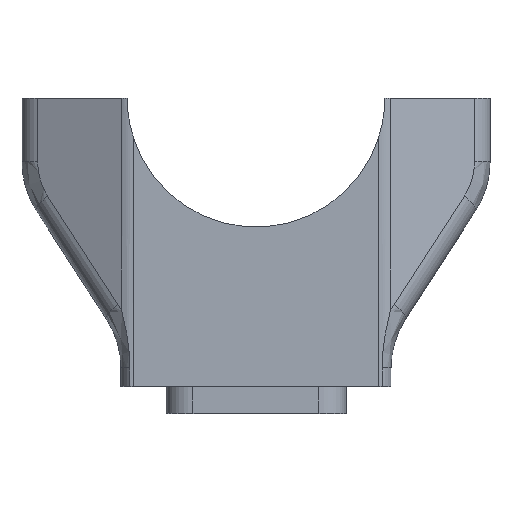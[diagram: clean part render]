
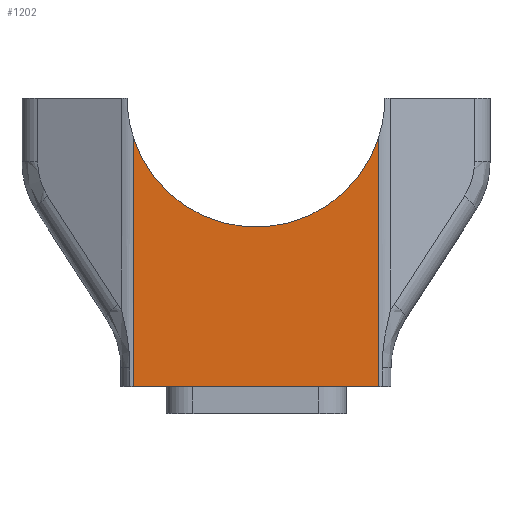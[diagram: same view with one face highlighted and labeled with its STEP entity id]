
A CAD part, top view. The second image highlights one B-rep face of the part: STEP entity #1202.
In plain terms, the highlighted planar face has unit normal (0, 0, 1).
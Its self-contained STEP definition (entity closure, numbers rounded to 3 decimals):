
#121 = CARTESIAN_POINT ( 'NONE',  ( -13.635, 30.69, 22. ) ) ;
#133 = EDGE_CURVE ( 'NONE', #1112, #1815, #1297, .T. ) ;
#155 = DIRECTION ( 'NONE',  ( 0., 0., -1. ) ) ;
#196 = CARTESIAN_POINT ( 'NONE',  ( 13.635, 30.69, 22. ) ) ;
#236 = CARTESIAN_POINT ( 'NONE',  ( -13.635, 3., 22. ) ) ;
#263 = ORIENTED_EDGE ( 'NONE', *, *, #870, .T. ) ;
#324 = VECTOR ( 'NONE', #1863, 1000. ) ;
#366 = VECTOR ( 'NONE', #795, 1000. ) ;
#395 = EDGE_LOOP ( 'NONE', ( #1006, #932, #263, #512 ) ) ;
#512 = ORIENTED_EDGE ( 'NONE', *, *, #2141, .T. ) ;
#546 = CARTESIAN_POINT ( 'NONE',  ( -13.635, 3., 22. ) ) ;
#636 = DIRECTION ( 'NONE',  ( 0., 0., -1. ) ) ;
#678 = AXIS2_PLACEMENT_3D ( 'NONE', #1199, #155, #1715 ) ;
#795 = DIRECTION ( 'NONE',  ( 0., 1., 0. ) ) ;
#823 = PLANE ( 'NONE',  #1182 ) ;
#870 = EDGE_CURVE ( 'NONE', #1815, #1077, #1939, .T. ) ;
#912 = LINE ( 'NONE', #546, #1744 ) ;
#932 = ORIENTED_EDGE ( 'NONE', *, *, #133, .T. ) ;
#1006 = ORIENTED_EDGE ( 'NONE', *, *, #1221, .F. ) ;
#1077 = VERTEX_POINT ( 'NONE', #121 ) ;
#1112 = VERTEX_POINT ( 'NONE', #1332 ) ;
#1182 = AXIS2_PLACEMENT_3D ( 'NONE', #2184, #636, #1313 ) ;
#1187 = FACE_OUTER_BOUND ( 'NONE', #395, .T. ) ;
#1199 = CARTESIAN_POINT ( 'NONE',  ( 0., 35., 22. ) ) ;
#1202 = ADVANCED_FACE ( 'NONE', ( #1187 ), #823, .F. ) ;
#1221 = EDGE_CURVE ( 'NONE', #1112, #1438, #1875, .T. ) ;
#1286 = CARTESIAN_POINT ( 'NONE',  ( 13.635, 35., 22. ) ) ;
#1297 = LINE ( 'NONE', #1286, #366 ) ;
#1313 = DIRECTION ( 'NONE',  ( -1., 0., 0. ) ) ;
#1324 = CARTESIAN_POINT ( 'NONE',  ( -16., 3., 22. ) ) ;
#1332 = CARTESIAN_POINT ( 'NONE',  ( 13.635, 3., 22. ) ) ;
#1400 = DIRECTION ( 'NONE',  ( 0., -1., 0. ) ) ;
#1438 = VERTEX_POINT ( 'NONE', #236 ) ;
#1715 = DIRECTION ( 'NONE',  ( 1., 0., 0. ) ) ;
#1744 = VECTOR ( 'NONE', #1400, 1000. ) ;
#1815 = VERTEX_POINT ( 'NONE', #196 ) ;
#1863 = DIRECTION ( 'NONE',  ( -1., 0., 0. ) ) ;
#1875 = LINE ( 'NONE', #1324, #324 ) ;
#1939 = CIRCLE ( 'NONE', #678, 14.3 ) ;
#2141 = EDGE_CURVE ( 'NONE', #1077, #1438, #912, .T. ) ;
#2184 = CARTESIAN_POINT ( 'NONE',  ( -16., 27.953, 22. ) ) ;
